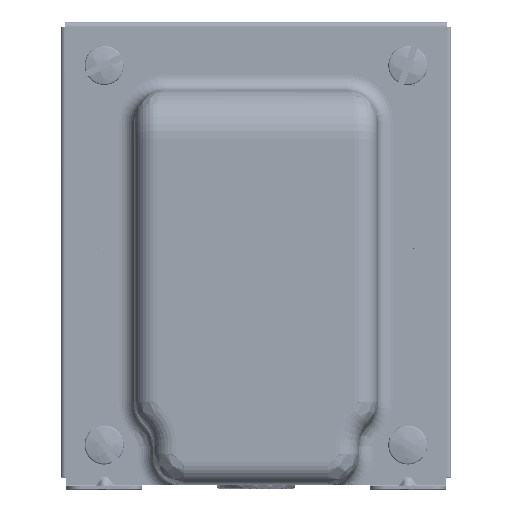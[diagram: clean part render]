
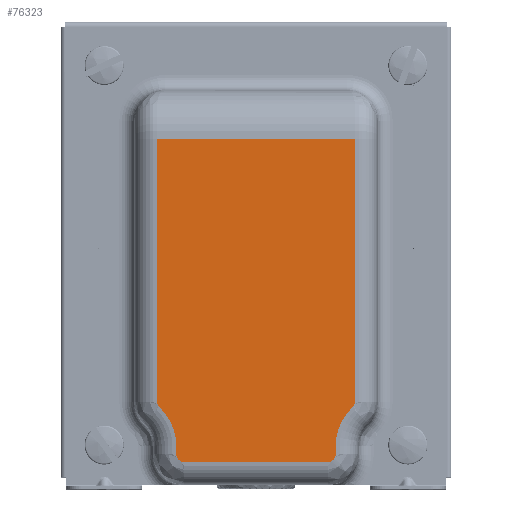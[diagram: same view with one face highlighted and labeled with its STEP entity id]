
A CAD part, top view. The second image highlights one B-rep face of the part: STEP entity #76323.
In plain terms, the highlighted planar face has unit normal (0, 0, 1).
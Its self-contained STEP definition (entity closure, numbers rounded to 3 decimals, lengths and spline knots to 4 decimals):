
#1831=PLANE('',#81357);
#5302=FACE_OUTER_BOUND('',#9699,.T.);
#9699=EDGE_LOOP('',(#56311,#56312,#56313,#56314,#56315,#56316,#56317,#56318,
#56319,#56320,#56321,#56322));
#14358=CIRCLE('',#81330,0.0625);
#14360=CIRCLE('',#81333,0.4375);
#14363=CIRCLE('',#81337,0.0625);
#14366=CIRCLE('',#81341,0.0625);
#14370=CIRCLE('',#81347,0.4375);
#14373=CIRCLE('',#81350,0.0625);
#18526=LINE('',#166504,#25895);
#18527=LINE('',#166524,#25896);
#18528=LINE('',#166540,#25897);
#18529=LINE('',#166556,#25898);
#18531=LINE('',#166582,#25900);
#18532=LINE('',#166687,#25901);
#25895=VECTOR('',#90298,0.3937);
#25896=VECTOR('',#90313,0.3937);
#25897=VECTOR('',#90322,0.3937);
#25898=VECTOR('',#90331,0.3937);
#25900=VECTOR('',#90351,0.3937);
#25901=VECTOR('',#90362,0.3937);
#34105=VERTEX_POINT('',#166498);
#34106=VERTEX_POINT('',#166502);
#34107=VERTEX_POINT('',#166514);
#34108=VERTEX_POINT('',#166518);
#34109=VERTEX_POINT('',#166522);
#34110=VERTEX_POINT('',#166534);
#34111=VERTEX_POINT('',#166538);
#34112=VERTEX_POINT('',#166550);
#34113=VERTEX_POINT('',#166554);
#34114=VERTEX_POINT('',#166558);
#34116=VERTEX_POINT('',#166572);
#34118=VERTEX_POINT('',#166578);
#42440=EDGE_CURVE('',#34105,#34106,#18526,.T.);
#42442=EDGE_CURVE('',#34106,#34107,#14358,.T.);
#42444=EDGE_CURVE('',#34107,#34108,#14360,.T.);
#42446=EDGE_CURVE('',#34108,#34109,#18527,.T.);
#42448=EDGE_CURVE('',#34109,#34110,#14363,.T.);
#42450=EDGE_CURVE('',#34110,#34111,#18528,.T.);
#42452=EDGE_CURVE('',#34111,#34112,#14366,.T.);
#42454=EDGE_CURVE('',#34112,#34113,#18529,.T.);
#42457=EDGE_CURVE('',#34113,#34114,#14370,.T.);
#42460=EDGE_CURVE('',#34114,#34116,#14373,.T.);
#42463=EDGE_CURVE('',#34116,#34118,#18531,.T.);
#42469=EDGE_CURVE('',#34118,#34105,#18532,.T.);
#56311=ORIENTED_EDGE('',*,*,#42463,.F.);
#56312=ORIENTED_EDGE('',*,*,#42460,.F.);
#56313=ORIENTED_EDGE('',*,*,#42457,.F.);
#56314=ORIENTED_EDGE('',*,*,#42454,.F.);
#56315=ORIENTED_EDGE('',*,*,#42452,.F.);
#56316=ORIENTED_EDGE('',*,*,#42450,.F.);
#56317=ORIENTED_EDGE('',*,*,#42448,.F.);
#56318=ORIENTED_EDGE('',*,*,#42446,.F.);
#56319=ORIENTED_EDGE('',*,*,#42444,.F.);
#56320=ORIENTED_EDGE('',*,*,#42442,.F.);
#56321=ORIENTED_EDGE('',*,*,#42440,.F.);
#56322=ORIENTED_EDGE('',*,*,#42469,.F.);
#76323=ADVANCED_FACE('',(#5302),#1831,.T.);
#81330=AXIS2_PLACEMENT_3D('',#166516,#90301,#90302);
#81333=AXIS2_PLACEMENT_3D('',#166520,#90307,#90308);
#81337=AXIS2_PLACEMENT_3D('',#166536,#90316,#90317);
#81341=AXIS2_PLACEMENT_3D('',#166552,#90325,#90326);
#81347=AXIS2_PLACEMENT_3D('',#166562,#90338,#90339);
#81350=AXIS2_PLACEMENT_3D('',#166576,#90344,#90345);
#81357=AXIS2_PLACEMENT_3D('',#166686,#90360,#90361);
#90298=DIRECTION('',(0.,-1.,0.));
#90301=DIRECTION('center_axis',(0.,0.,
-1.));
#90302=DIRECTION('ref_axis',(0.919,-0.395,0.));
#90307=DIRECTION('center_axis',(0.,0.,
1.));
#90308=DIRECTION('ref_axis',(-0.919,0.395,0.));
#90313=DIRECTION('',(0.,-1.,0.));
#90316=DIRECTION('center_axis',(0.,0.,
-1.));
#90317=DIRECTION('ref_axis',(0.707,-0.707,0.));
#90322=DIRECTION('',(-1.,0.,0.));
#90325=DIRECTION('center_axis',(0.,0.,
-1.));
#90326=DIRECTION('ref_axis',(-0.707,-0.707,0.));
#90331=DIRECTION('',(0.,1.,0.));
#90338=DIRECTION('center_axis',(0.,0.,
1.));
#90339=DIRECTION('ref_axis',(0.919,0.395,0.));
#90344=DIRECTION('center_axis',(0.,0.,
-1.));
#90345=DIRECTION('ref_axis',(-0.919,-0.395,0.));
#90351=DIRECTION('',(0.,1.,0.));
#90360=DIRECTION('center_axis',(0.,0.,
1.));
#90361=DIRECTION('ref_axis',(1.,0.,0.));
#90362=DIRECTION('',(1.,0.,0.));
#166498=CARTESIAN_POINT('',(0.8095,4.6184,-1.3125));
#166502=CARTESIAN_POINT('',(0.8095,2.4497,-1.3125));
#166504=CARTESIAN_POINT('',(0.8095,2.8559,-1.3125));
#166514=CARTESIAN_POINT('',(0.79,2.4044,-1.3125));
#166516=CARTESIAN_POINT('Origin',(0.747,2.4497,-1.3125));
#166518=CARTESIAN_POINT('',(0.6533,2.0867,-1.3125));
#166520=CARTESIAN_POINT('Origin',(1.0908,2.0867,-1.3125));
#166522=CARTESIAN_POINT('',(0.6533,2.0184,-1.3125));
#166524=CARTESIAN_POINT('',(0.6533,2.5809,-1.3125));
#166534=CARTESIAN_POINT('',(0.5908,1.9559,-1.3125));
#166536=CARTESIAN_POINT('Origin',(0.5908,2.0184,-1.3125));
#166538=CARTESIAN_POINT('',(-0.5967,1.9559,-1.3125));
#166540=CARTESIAN_POINT('',(-0.4249,1.9559,-1.3125));
#166550=CARTESIAN_POINT('',(-0.6592,2.0184,-1.3125));
#166552=CARTESIAN_POINT('Origin',(-0.5967,2.0184,-1.3125));
#166554=CARTESIAN_POINT('',(-0.6592,2.0867,-1.3125));
#166556=CARTESIAN_POINT('',(-0.6592,2.8559,-1.3125));
#166558=CARTESIAN_POINT('',(-0.7959,2.4044,-1.3125));
#166562=CARTESIAN_POINT('Origin',(-1.0967,2.0867,-1.3125));
#166572=CARTESIAN_POINT('',(-0.8155,2.4497,-1.3125));
#166576=CARTESIAN_POINT('Origin',(-0.753,2.4497,-1.3125));
#166578=CARTESIAN_POINT('',(-0.8155,4.6184,-1.3125));
#166582=CARTESIAN_POINT('',(-0.8155,4.2059,-1.3125));
#166686=CARTESIAN_POINT('Origin',(-0.003,3.3934,
-1.3125));
#166687=CARTESIAN_POINT('',(0.497,4.6184,-1.3125));
